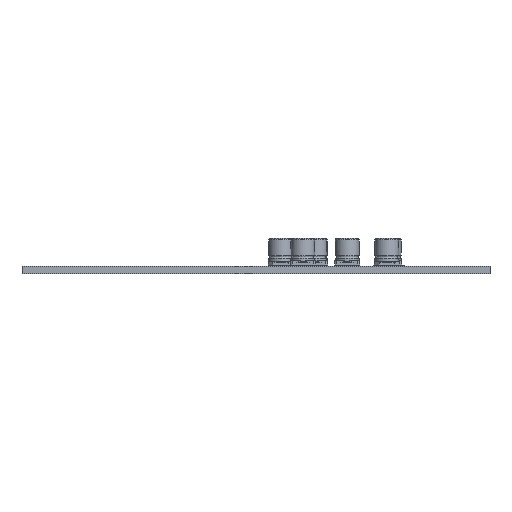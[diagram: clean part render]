
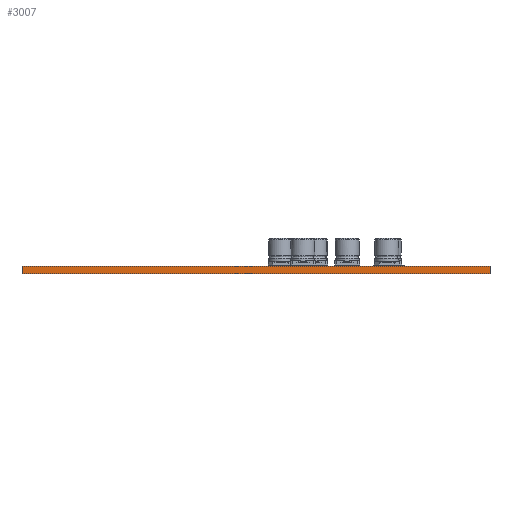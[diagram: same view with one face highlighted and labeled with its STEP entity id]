
A CAD part, front view. The second image highlights one B-rep face of the part: STEP entity #3007.
In plain terms, the highlighted planar face has unit normal (0, -1, 0).
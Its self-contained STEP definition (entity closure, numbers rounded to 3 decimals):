
#3007 = ADVANCED_FACE('',(#3008),#3022,.T.);
#3008 = FACE_BOUND('',#3009,.T.);
#3009 = EDGE_LOOP('',(#3010,#3045,#3073,#3101));
#3010 = ORIENTED_EDGE('',*,*,#3011,.T.);
#3011 = EDGE_CURVE('',#3012,#3014,#3016,.T.);
#3012 = VERTEX_POINT('',#3013);
#3013 = CARTESIAN_POINT('',(99.06,-97.79,0.));
#3014 = VERTEX_POINT('',#3015);
#3015 = CARTESIAN_POINT('',(99.06,-97.79,1.6));
#3016 = SURFACE_CURVE('',#3017,(#3021,#3033),.PCURVE_S1.);
#3017 = LINE('',#3018,#3019);
#3018 = CARTESIAN_POINT('',(99.06,-97.79,0.));
#3019 = VECTOR('',#3020,1.);
#3020 = DIRECTION('',(0.,0.,1.));
#3021 = PCURVE('',#3022,#3027);
#3022 = PLANE('',#3023);
#3023 = AXIS2_PLACEMENT_3D('',#3024,#3025,#3026);
#3024 = CARTESIAN_POINT('',(99.06,-97.79,0.));
#3025 = DIRECTION('',(0.,-1.,0.));
#3026 = DIRECTION('',(-1.,0.,0.));
#3027 = DEFINITIONAL_REPRESENTATION('',(#3028),#3032);
#3028 = LINE('',#3029,#3030);
#3029 = CARTESIAN_POINT('',(0.,-0.));
#3030 = VECTOR('',#3031,1.);
#3031 = DIRECTION('',(0.,-1.));
#3032 = ( GEOMETRIC_REPRESENTATION_CONTEXT(2) 
PARAMETRIC_REPRESENTATION_CONTEXT() REPRESENTATION_CONTEXT('2D SPACE',''
  ) );
#3033 = PCURVE('',#3034,#3039);
#3034 = PLANE('',#3035);
#3035 = AXIS2_PLACEMENT_3D('',#3036,#3037,#3038);
#3036 = CARTESIAN_POINT('',(99.06,1.27,0.));
#3037 = DIRECTION('',(1.,0.,-0.));
#3038 = DIRECTION('',(0.,-1.,0.));
#3039 = DEFINITIONAL_REPRESENTATION('',(#3040),#3044);
#3040 = LINE('',#3041,#3042);
#3041 = CARTESIAN_POINT('',(99.06,0.));
#3042 = VECTOR('',#3043,1.);
#3043 = DIRECTION('',(0.,-1.));
#3044 = ( GEOMETRIC_REPRESENTATION_CONTEXT(2) 
PARAMETRIC_REPRESENTATION_CONTEXT() REPRESENTATION_CONTEXT('2D SPACE',''
  ) );
#3045 = ORIENTED_EDGE('',*,*,#3046,.T.);
#3046 = EDGE_CURVE('',#3014,#3047,#3049,.T.);
#3047 = VERTEX_POINT('',#3048);
#3048 = CARTESIAN_POINT('',(0.,-97.79,1.6));
#3049 = SURFACE_CURVE('',#3050,(#3054,#3061),.PCURVE_S1.);
#3050 = LINE('',#3051,#3052);
#3051 = CARTESIAN_POINT('',(99.06,-97.79,1.6));
#3052 = VECTOR('',#3053,1.);
#3053 = DIRECTION('',(-1.,0.,0.));
#3054 = PCURVE('',#3022,#3055);
#3055 = DEFINITIONAL_REPRESENTATION('',(#3056),#3060);
#3056 = LINE('',#3057,#3058);
#3057 = CARTESIAN_POINT('',(0.,-1.6));
#3058 = VECTOR('',#3059,1.);
#3059 = DIRECTION('',(1.,0.));
#3060 = ( GEOMETRIC_REPRESENTATION_CONTEXT(2) 
PARAMETRIC_REPRESENTATION_CONTEXT() REPRESENTATION_CONTEXT('2D SPACE',''
  ) );
#3061 = PCURVE('',#3062,#3067);
#3062 = PLANE('',#3063);
#3063 = AXIS2_PLACEMENT_3D('',#3064,#3065,#3066);
#3064 = CARTESIAN_POINT('',(49.53,-48.26,1.6));
#3065 = DIRECTION('',(-0.,-0.,-1.));
#3066 = DIRECTION('',(-1.,0.,0.));
#3067 = DEFINITIONAL_REPRESENTATION('',(#3068),#3072);
#3068 = LINE('',#3069,#3070);
#3069 = CARTESIAN_POINT('',(-49.53,-49.53));
#3070 = VECTOR('',#3071,1.);
#3071 = DIRECTION('',(1.,0.));
#3072 = ( GEOMETRIC_REPRESENTATION_CONTEXT(2) 
PARAMETRIC_REPRESENTATION_CONTEXT() REPRESENTATION_CONTEXT('2D SPACE',''
  ) );
#3073 = ORIENTED_EDGE('',*,*,#3074,.F.);
#3074 = EDGE_CURVE('',#3075,#3047,#3077,.T.);
#3075 = VERTEX_POINT('',#3076);
#3076 = CARTESIAN_POINT('',(0.,-97.79,0.));
#3077 = SURFACE_CURVE('',#3078,(#3082,#3089),.PCURVE_S1.);
#3078 = LINE('',#3079,#3080);
#3079 = CARTESIAN_POINT('',(0.,-97.79,0.));
#3080 = VECTOR('',#3081,1.);
#3081 = DIRECTION('',(0.,0.,1.));
#3082 = PCURVE('',#3022,#3083);
#3083 = DEFINITIONAL_REPRESENTATION('',(#3084),#3088);
#3084 = LINE('',#3085,#3086);
#3085 = CARTESIAN_POINT('',(99.06,0.));
#3086 = VECTOR('',#3087,1.);
#3087 = DIRECTION('',(0.,-1.));
#3088 = ( GEOMETRIC_REPRESENTATION_CONTEXT(2) 
PARAMETRIC_REPRESENTATION_CONTEXT() REPRESENTATION_CONTEXT('2D SPACE',''
  ) );
#3089 = PCURVE('',#3090,#3095);
#3090 = PLANE('',#3091);
#3091 = AXIS2_PLACEMENT_3D('',#3092,#3093,#3094);
#3092 = CARTESIAN_POINT('',(0.,-97.79,0.));
#3093 = DIRECTION('',(-1.,0.,0.));
#3094 = DIRECTION('',(0.,1.,0.));
#3095 = DEFINITIONAL_REPRESENTATION('',(#3096),#3100);
#3096 = LINE('',#3097,#3098);
#3097 = CARTESIAN_POINT('',(0.,0.));
#3098 = VECTOR('',#3099,1.);
#3099 = DIRECTION('',(0.,-1.));
#3100 = ( GEOMETRIC_REPRESENTATION_CONTEXT(2) 
PARAMETRIC_REPRESENTATION_CONTEXT() REPRESENTATION_CONTEXT('2D SPACE',''
  ) );
#3101 = ORIENTED_EDGE('',*,*,#3102,.F.);
#3102 = EDGE_CURVE('',#3012,#3075,#3103,.T.);
#3103 = SURFACE_CURVE('',#3104,(#3108,#3115),.PCURVE_S1.);
#3104 = LINE('',#3105,#3106);
#3105 = CARTESIAN_POINT('',(99.06,-97.79,0.));
#3106 = VECTOR('',#3107,1.);
#3107 = DIRECTION('',(-1.,0.,0.));
#3108 = PCURVE('',#3022,#3109);
#3109 = DEFINITIONAL_REPRESENTATION('',(#3110),#3114);
#3110 = LINE('',#3111,#3112);
#3111 = CARTESIAN_POINT('',(0.,-0.));
#3112 = VECTOR('',#3113,1.);
#3113 = DIRECTION('',(1.,0.));
#3114 = ( GEOMETRIC_REPRESENTATION_CONTEXT(2) 
PARAMETRIC_REPRESENTATION_CONTEXT() REPRESENTATION_CONTEXT('2D SPACE',''
  ) );
#3115 = PCURVE('',#3116,#3121);
#3116 = PLANE('',#3117);
#3117 = AXIS2_PLACEMENT_3D('',#3118,#3119,#3120);
#3118 = CARTESIAN_POINT('',(49.53,-48.26,0.));
#3119 = DIRECTION('',(-0.,-0.,-1.));
#3120 = DIRECTION('',(-1.,0.,0.));
#3121 = DEFINITIONAL_REPRESENTATION('',(#3122),#3126);
#3122 = LINE('',#3123,#3124);
#3123 = CARTESIAN_POINT('',(-49.53,-49.53));
#3124 = VECTOR('',#3125,1.);
#3125 = DIRECTION('',(1.,0.));
#3126 = ( GEOMETRIC_REPRESENTATION_CONTEXT(2) 
PARAMETRIC_REPRESENTATION_CONTEXT() REPRESENTATION_CONTEXT('2D SPACE',''
  ) );
